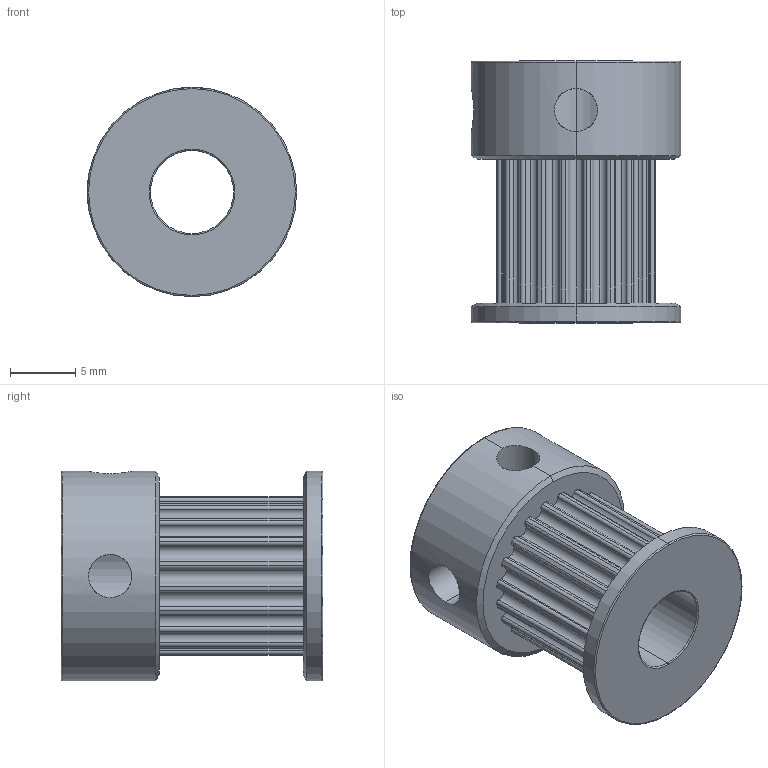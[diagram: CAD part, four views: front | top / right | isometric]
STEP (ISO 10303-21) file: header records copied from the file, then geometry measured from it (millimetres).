
FILE_DESCRIPTION (( 'STEP AP203' ), '1' );
FILE_NAME ('GT2 ID6.35 10mm.STEP', '2022-08-05T09:40:09', ( '' ), ( '' ), 'SwSTEP 2.0', 'SolidWorks 2021', '' );
FILE_SCHEMA (( 'CONFIG_CONTROL_DESIGN' ));
Length unit declared in the file: millimetre
Products named in the file (1): GT2 ID6.35 10mm
Bounding box: 16 x 20 x 16 mm (x, y, z)
Volume: 2209.7 mm3; surface area: 2031.1 mm2
Topology: 1 solids, 1 shells, 125 faces, 357 edges, 234 vertices
Faces by surface type: cylinder 109, torus 8, cone 4, plane 4
Entity records: 4488 total; most frequent: CARTESIAN_POINT 935, DIRECTION 827, ORIENTED_EDGE 714, EDGE_CURVE 357, AXIS2_PLACEMENT_3D 356, VERTEX_POINT 234, CIRCLE 230, EDGE_LOOP 131
